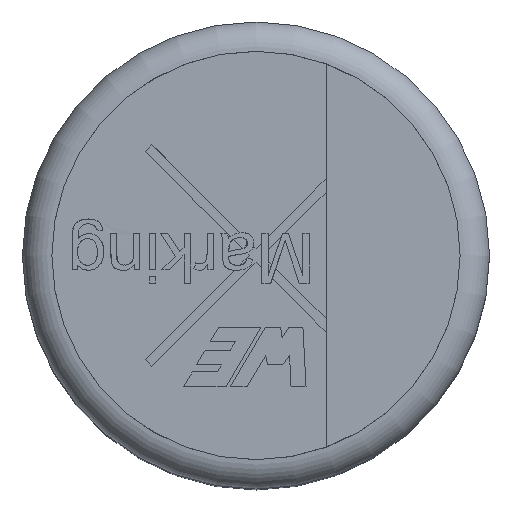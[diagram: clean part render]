
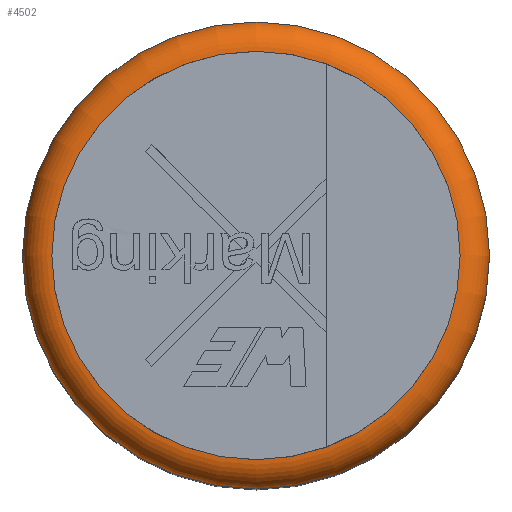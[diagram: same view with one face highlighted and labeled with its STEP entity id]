
A CAD part, top view. The second image highlights one B-rep face of the part: STEP entity #4502.
In plain terms, the highlighted toroidal (fillet/blend) face has major radius 4.371 mm and minor radius 0.629 mm.
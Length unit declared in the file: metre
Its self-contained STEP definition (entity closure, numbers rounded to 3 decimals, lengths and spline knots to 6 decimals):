
#25=TOROIDAL_SURFACE('',#4750,0.004371,0.000629);
#1358=ORIENTED_EDGE('',*,*,#1969,.F.);
#1359=ORIENTED_EDGE('',*,*,#1970,.T.);
#1360=ORIENTED_EDGE('',*,*,#1937,.T.);
#1937=EDGE_CURVE('',#2264,#2263,#2348,.T.);
#1969=EDGE_CURVE('',#2296,#2296,#2369,.T.);
#1970=EDGE_CURVE('',#2263,#2264,#2370,.T.);
#2263=VERTEX_POINT('',#6851);
#2264=VERTEX_POINT('',#6854);
#2296=VERTEX_POINT('',#6946);
#2348=CIRCLE('',#4706,0.004371);
#2369=CIRCLE('',#4751,0.005);
#2370=CIRCLE('',#4752,0.004371);
#2584=EDGE_LOOP('',(#1358));
#2585=EDGE_LOOP('',(#1359,#1360));
#2845=FACE_BOUND('',#2584,.T.);
#2846=FACE_BOUND('',#2585,.T.);
#4502=ADVANCED_FACE('',(#2845,#2846),#25,.T.);
#4706=AXIS2_PLACEMENT_3D('',#6859,#5375,#5376);
#4750=AXIS2_PLACEMENT_3D('',#6944,#5474,#5475);
#4751=AXIS2_PLACEMENT_3D('',#6945,#5476,#5477);
#4752=AXIS2_PLACEMENT_3D('',#6947,#5478,#5479);
#5375=DIRECTION('',(0.,0.,-1.));
#5376=DIRECTION('',(1.,0.,0.));
#5474=DIRECTION('',(0.,0.,-1.));
#5475=DIRECTION('',(-1.,0.,0.));
#5476=DIRECTION('',(0.,0.,-1.));
#5477=DIRECTION('',(-1.,0.,0.));
#5478=DIRECTION('',(0.,0.,-1.));
#5479=DIRECTION('',(-1.,0.,0.));
#6851=CARTESIAN_POINT('',(-0.0015,0.004106,0.01239));
#6854=CARTESIAN_POINT('',(-0.0015,-0.004106,0.01239));
#6859=CARTESIAN_POINT('',(0.,0.,0.01239));
#6944=CARTESIAN_POINT('',(0.,0.,0.011761));
#6945=CARTESIAN_POINT('',(0.,0.,0.011761));
#6946=CARTESIAN_POINT('',(-0.005,0.,0.011761));
#6947=CARTESIAN_POINT('',(0.,0.,0.01239));
